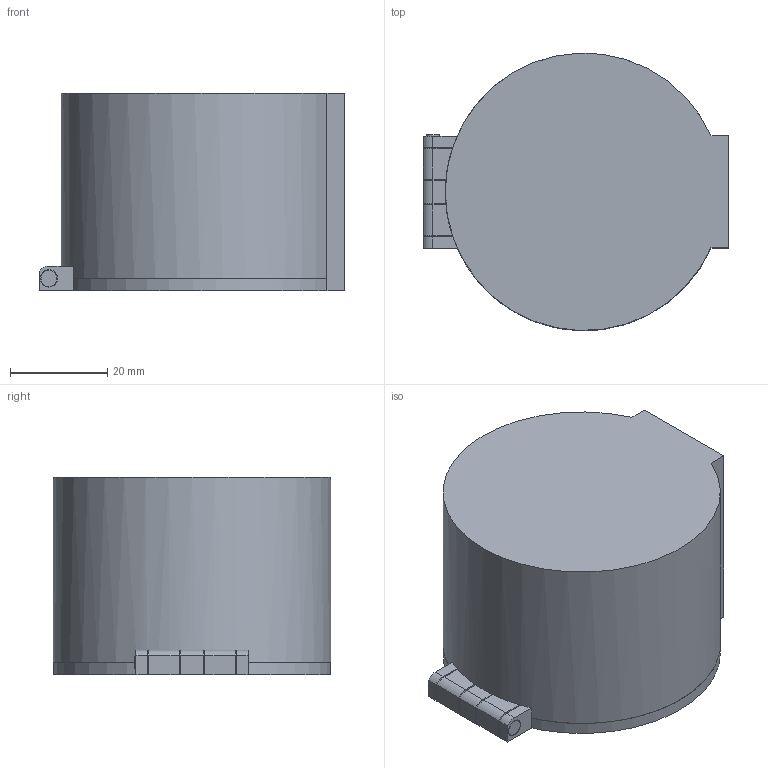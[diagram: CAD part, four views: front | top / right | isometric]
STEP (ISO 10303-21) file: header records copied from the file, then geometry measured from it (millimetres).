
FILE_DESCRIPTION(/* description */ (''),/* implementation_level */ '2;1');
FILE_NAME(/* name */ 'Knob Lock All.step',/* time_stamp */ '2025-09-01T00:41:58-04:00',/* author */ (''),/* organization */ (''),/* preprocessor_version */ 'ST-DEVELOPER v20.1',/* originating_system */ 'Autodesk Translation Framework v14.4.0.0',/* authorisation */ '');
FILE_SCHEMA (('AUTOMOTIVE_DESIGN { 1 0 10303 214 3 1 1 }'));
Length unit declared in the file: inch
Products named in the file (1): Knob Lock
Bounding box: 62.84 x 57 x 40.6 mm (x, y, z)
Volume: 32144.4 mm3; surface area: 25055.7 mm2
Topology: 4 solids, 4 shells, 147 faces, 360 edges, 228 vertices
Faces by surface type: plane 77, cylinder 63, sphere 4, torus 3
Full cylindrical faces by diameter (mm): 2.54 x2, 2.794 x5, 3.302 x1, 3.5 x1, 3.556 x1, 53.34 x1, 54.663 x1, 54.968 x1, 55.984 x1, 56.187 x1
Entity records: 4587 total; most frequent: CARTESIAN_POINT 1020, DIRECTION 749, ORIENTED_EDGE 720, EDGE_CURVE 360, AXIS2_PLACEMENT_3D 273, VERTEX_POINT 228, LINE 203, VECTOR 203
